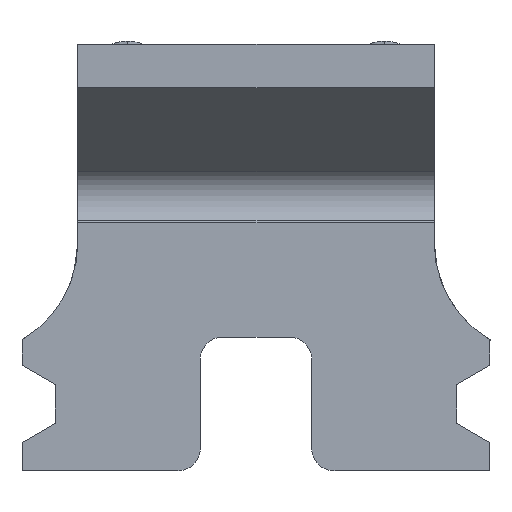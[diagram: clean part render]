
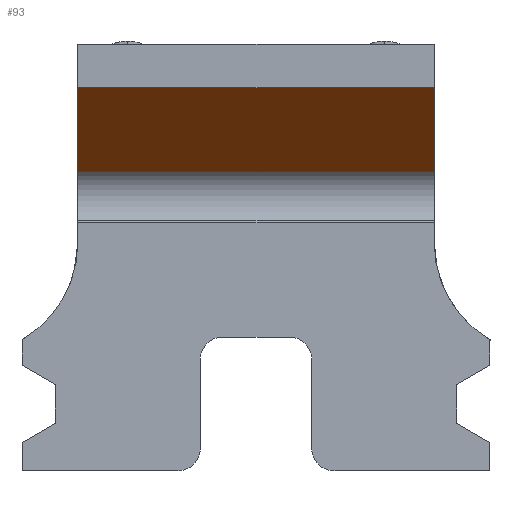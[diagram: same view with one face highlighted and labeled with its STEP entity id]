
A CAD part, front view. The second image highlights one B-rep face of the part: STEP entity #93.
In plain terms, the highlighted planar face has unit normal (0, -0.643, -0.766).
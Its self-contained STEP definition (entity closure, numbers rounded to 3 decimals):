
#18 = DIRECTION ( 'NONE',  ( 0., -0.766, 0.643 ) ) ;
#63 = AXIS2_PLACEMENT_3D ( 'NONE', #2241, #1659, #18 ) ;
#93 = ADVANCED_FACE ( 'NONE', ( #2376 ), #2426, .F. ) ;
#266 = EDGE_CURVE ( 'NONE', #1165, #2032, #1191, .T. ) ;
#528 = DIRECTION ( 'NONE',  ( 0., -0.766, 0.643 ) ) ;
#588 = CARTESIAN_POINT ( 'NONE',  ( 9., 11.491, 24.733 ) ) ;
#687 = VECTOR ( 'NONE', #1949, 1000. ) ;
#1032 = DIRECTION ( 'NONE',  ( 0., 0.766, -0.643 ) ) ;
#1108 = VERTEX_POINT ( 'NONE', #2577 ) ;
#1165 = VERTEX_POINT ( 'NONE', #2294 ) ;
#1191 = LINE ( 'NONE', #1267, #1626 ) ;
#1267 = CARTESIAN_POINT ( 'NONE',  ( 50., 0., 34.375 ) ) ;
#1311 = DIRECTION ( 'NONE',  ( -1., 0., 0. ) ) ;
#1349 = VECTOR ( 'NONE', #528, 1000. ) ;
#1385 = LINE ( 'NONE', #1559, #687 ) ;
#1421 = ORIENTED_EDGE ( 'NONE', *, *, #2343, .T. ) ;
#1559 = CARTESIAN_POINT ( 'NONE',  ( 46., 8.983, 26.838 ) ) ;
#1626 = VECTOR ( 'NONE', #1311, 1000. ) ;
#1632 = ORIENTED_EDGE ( 'NONE', *, *, #1767, .T. ) ;
#1659 = DIRECTION ( 'NONE',  ( 0., 0.643, 0.766 ) ) ;
#1676 = EDGE_LOOP ( 'NONE', ( #2262, #1974, #1632, #1421 ) ) ;
#1741 = CARTESIAN_POINT ( 'NONE',  ( 41., 11.491, 24.733 ) ) ;
#1767 = EDGE_CURVE ( 'NONE', #1958, #1108, #1385, .T. ) ;
#1879 = LINE ( 'NONE', #1741, #1349 ) ;
#1949 = DIRECTION ( 'NONE',  ( 1., 0., 0. ) ) ;
#1958 = VERTEX_POINT ( 'NONE', #2382 ) ;
#1974 = ORIENTED_EDGE ( 'NONE', *, *, #2053, .T. ) ;
#2032 = VERTEX_POINT ( 'NONE', #2427 ) ;
#2053 = EDGE_CURVE ( 'NONE', #2032, #1958, #2222, .T. ) ;
#2222 = LINE ( 'NONE', #588, #2554 ) ;
#2241 = CARTESIAN_POINT ( 'NONE',  ( 50., 11.491, 24.733 ) ) ;
#2262 = ORIENTED_EDGE ( 'NONE', *, *, #266, .T. ) ;
#2294 = CARTESIAN_POINT ( 'NONE',  ( 41., 0., 34.375 ) ) ;
#2343 = EDGE_CURVE ( 'NONE', #1108, #1165, #1879, .T. ) ;
#2376 = FACE_OUTER_BOUND ( 'NONE', #1676, .T. ) ;
#2382 = CARTESIAN_POINT ( 'NONE',  ( 9., 8.983, 26.838 ) ) ;
#2426 = PLANE ( 'NONE',  #63 ) ;
#2427 = CARTESIAN_POINT ( 'NONE',  ( 9., 0., 34.375 ) ) ;
#2554 = VECTOR ( 'NONE', #1032, 1000. ) ;
#2577 = CARTESIAN_POINT ( 'NONE',  ( 41., 8.983, 26.838 ) ) ;
